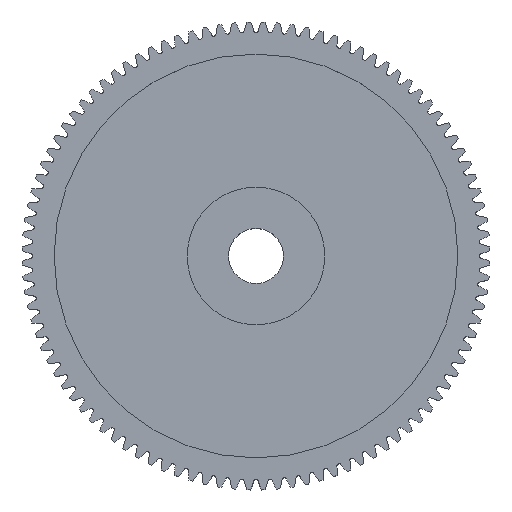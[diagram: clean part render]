
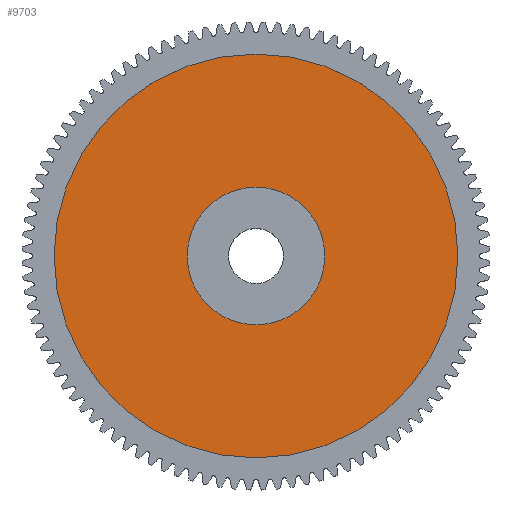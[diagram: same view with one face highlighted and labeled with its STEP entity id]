
A CAD part, top view. The second image highlights one B-rep face of the part: STEP entity #9703.
In plain terms, the highlighted planar face has unit normal (0, 0, 1).
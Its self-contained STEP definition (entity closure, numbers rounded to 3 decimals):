
#71 = CARTESIAN_POINT ( 'NONE',  ( 0., 0., 2.5 ) ) ;
#128 = CIRCLE ( 'NONE', #130, 22. ) ;
#130 = AXIS2_PLACEMENT_3D ( 'NONE', #71, #135, #134 ) ;
#134 = DIRECTION ( 'NONE',  ( -1., 0., 0. ) ) ;
#135 = DIRECTION ( 'NONE',  ( 0., 0., -1. ) ) ;
#144 = CIRCLE ( 'NONE', #162, 7.5 ) ;
#147 = DIRECTION ( 'NONE',  ( -1., 0., 0. ) ) ;
#148 = DIRECTION ( 'NONE',  ( 0., 0., -1. ) ) ;
#162 = AXIS2_PLACEMENT_3D ( 'NONE', #185, #148, #147 ) ;
#185 = CARTESIAN_POINT ( 'NONE',  ( 0., 0., 2.5 ) ) ;
#330 = CARTESIAN_POINT ( 'NONE',  ( 0., 0., 2.5 ) ) ;
#340 = FACE_OUTER_BOUND ( 'NONE', #9769, .T. ) ;
#342 = FACE_BOUND ( 'NONE', #9746, .T. ) ;
#350 = AXIS2_PLACEMENT_3D ( 'NONE', #330, #361, #354 ) ;
#354 = DIRECTION ( 'NONE',  ( -1., 0., 0. ) ) ;
#356 = PLANE ( 'NONE',  #350 ) ;
#361 = DIRECTION ( 'NONE',  ( 0., 0., -1. ) ) ;
#1725 = CIRCLE ( 'NONE', #1922, 22. ) ;
#1741 = CARTESIAN_POINT ( 'NONE',  ( 7.5, 0., 2.5 ) ) ;
#1756 = DIRECTION ( 'NONE',  ( 0., 0., -1. ) ) ;
#1760 = CARTESIAN_POINT ( 'NONE',  ( 0., 0., 2.5 ) ) ;
#1761 = CARTESIAN_POINT ( 'NONE',  ( -22., 0., 2.5 ) ) ;
#1776 = CARTESIAN_POINT ( 'NONE',  ( 0., 0., 2.5 ) ) ;
#1777 = AXIS2_PLACEMENT_3D ( 'NONE', #1776, #1756, #1797 ) ;
#1780 = CIRCLE ( 'NONE', #1777, 7.5 ) ;
#1787 = CARTESIAN_POINT ( 'NONE',  ( 22., 0., 2.5 ) ) ;
#1797 = DIRECTION ( 'NONE',  ( -1., 0., 0. ) ) ;
#1799 = CARTESIAN_POINT ( 'NONE',  ( -7.5, 0., 2.5 ) ) ;
#1869 = DIRECTION ( 'NONE',  ( -1., 0., 0. ) ) ;
#1921 = DIRECTION ( 'NONE',  ( 0., 0., -1. ) ) ;
#1922 = AXIS2_PLACEMENT_3D ( 'NONE', #1760, #1921, #1869 ) ;
#9701 = EDGE_CURVE ( 'NONE', #18571, #18577, #128, .T. ) ;
#9703 = ADVANCED_FACE ( 'NONE', ( #342, #340 ), #356, .F. ) ;
#9704 = ORIENTED_EDGE ( 'NONE', *, *, #9745, .T. ) ;
#9745 = EDGE_CURVE ( 'NONE', #18594, #18593, #144, .T. ) ;
#9746 = EDGE_LOOP ( 'NONE', ( #9749, #9704 ) ) ;
#9749 = ORIENTED_EDGE ( 'NONE', *, *, #18580, .T. ) ;
#9769 = EDGE_LOOP ( 'NONE', ( #9770, #9771 ) ) ;
#9770 = ORIENTED_EDGE ( 'NONE', *, *, #9701, .F. ) ;
#9771 = ORIENTED_EDGE ( 'NONE', *, *, #18568, .F. ) ;
#18568 = EDGE_CURVE ( 'NONE', #18577, #18571, #1725, .T. ) ;
#18571 = VERTEX_POINT ( 'NONE', #1761 ) ;
#18577 = VERTEX_POINT ( 'NONE', #1787 ) ;
#18580 = EDGE_CURVE ( 'NONE', #18593, #18594, #1780, .T. ) ;
#18593 = VERTEX_POINT ( 'NONE', #1799 ) ;
#18594 = VERTEX_POINT ( 'NONE', #1741 ) ;
